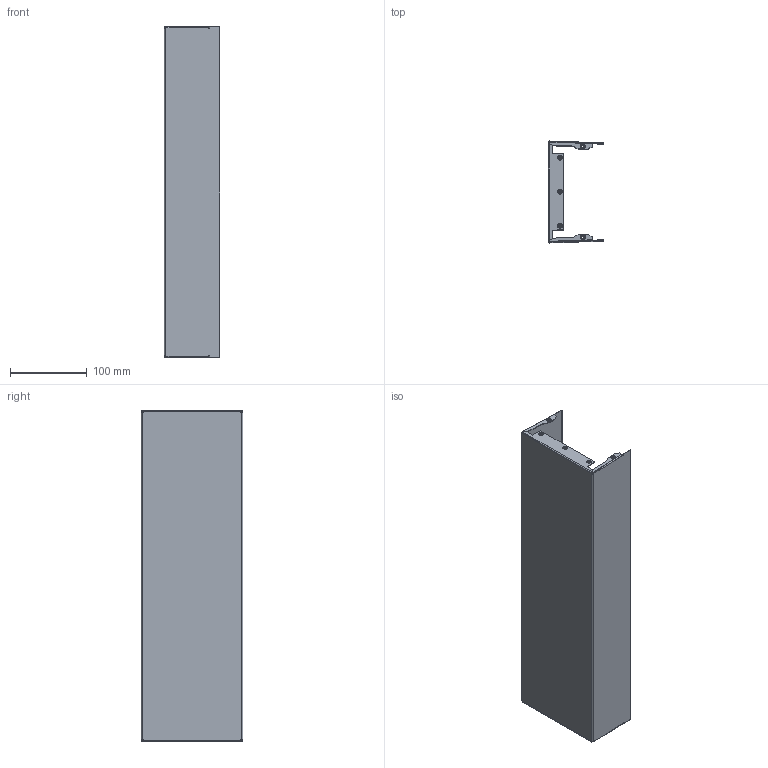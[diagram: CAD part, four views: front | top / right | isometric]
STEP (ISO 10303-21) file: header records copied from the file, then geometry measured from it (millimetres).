
FILE_DESCRIPTION(/* description */ (''),/* implementation_level */ '2;1');
FILE_NAME(/* name */ '86384031_RW M 00384.stp',/* time_stamp */ '2014-09-03T15:17:30+02:00',/* author */ ('kotzmaier'),/* organization */ ('Fa. Bopla'),/* preprocessor_version */ 'ST-DEVELOPER v15.2',/* originating_system */ 'Autodesk Inventor 2014',/* authorisation */ '');
FILE_SCHEMA (('AUTOMOTIVE_DESIGN { 1 0 10303 214 3 1 1 }'));
Length unit declared in the file: millimetre
Products named in the file (1): RW_M_00384_3DSYM
Bounding box: 72.71 x 132.44 x 431.35 mm (x, y, z)
Volume: 123692.8 mm3; surface area: 248991.9 mm2
Topology: 1 solids, 1 shells, 180 faces, 480 edges, 312 vertices
Faces by surface type: plane 124, cylinder 36, torus 20
Full cylindrical faces by diameter (mm): 3.6 x10, 5.6 x10
Entity records: 5685 total; most frequent: DIRECTION 1014, CARTESIAN_POINT 973, ORIENTED_EDGE 960, EDGE_CURVE 480, AXIS2_PLACEMENT_3D 353, VERTEX_POINT 312, LINE 308, VECTOR 308
